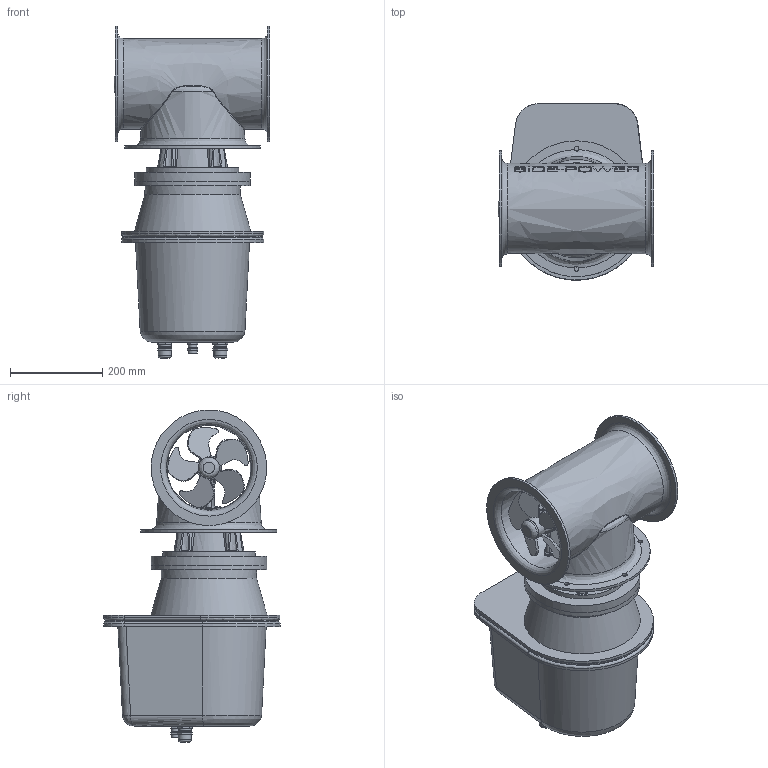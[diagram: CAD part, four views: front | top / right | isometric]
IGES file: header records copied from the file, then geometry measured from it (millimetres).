
Global section: file name: SE100_185 STERN IP; native system: Autodesk Inventor 2016; preprocessor: unknown; author: Elvira H.; date: 20160318.122202; units: millimetre
Bounding box: 337.4 x 381.67 x 718.46 mm (x, y, z)
Volume: 25460355 mm3; surface area: 1365179.6 mm2
Topology: 5 solids, 5 shells, 874 faces, 2301 edges, 1497 vertices
Faces by surface type: bspline 874
